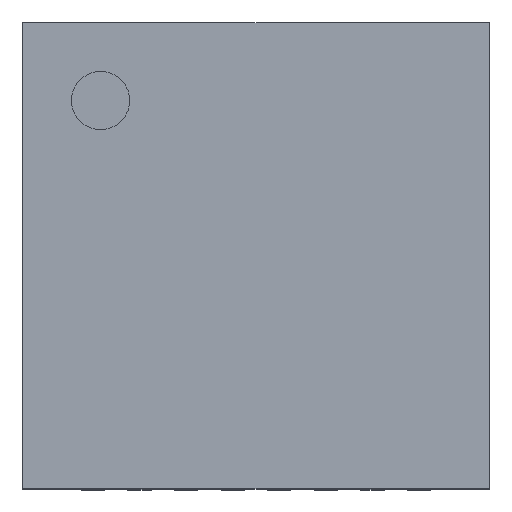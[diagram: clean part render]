
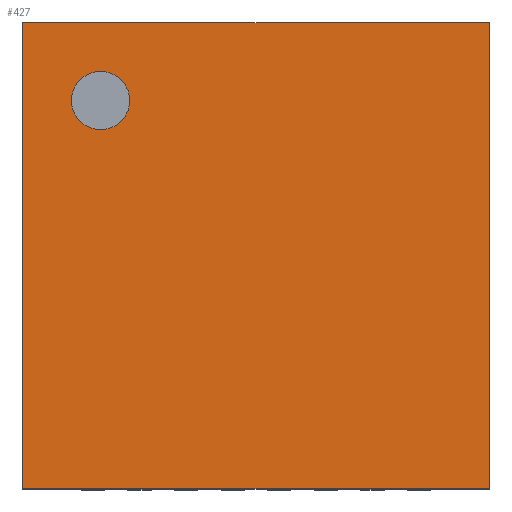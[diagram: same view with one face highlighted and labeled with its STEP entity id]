
A CAD part, top view. The second image highlights one B-rep face of the part: STEP entity #427.
In plain terms, the highlighted planar face has unit normal (0, 0, 1).
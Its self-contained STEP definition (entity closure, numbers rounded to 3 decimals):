
#238 = VERTEX_POINT('',#239);
#239 = CARTESIAN_POINT('',(0.,0.,0.75));
#246 = PLANE('',#247);
#247 = AXIS2_PLACEMENT_3D('',#248,#249,#250);
#248 = CARTESIAN_POINT('',(0.,0.,0.01));
#249 = DIRECTION('',(1.,0.,0.));
#250 = DIRECTION('',(0.,0.,1.));
#258 = PLANE('',#259);
#259 = AXIS2_PLACEMENT_3D('',#260,#261,#262);
#260 = CARTESIAN_POINT('',(0.,0.,0.01));
#261 = DIRECTION('',(0.,1.,0.));
#262 = DIRECTION('',(0.,0.,1.));
#299 = VERTEX_POINT('',#300);
#300 = CARTESIAN_POINT('',(0.,5.,0.75));
#314 = PLANE('',#315);
#315 = AXIS2_PLACEMENT_3D('',#316,#317,#318);
#316 = CARTESIAN_POINT('',(0.,5.,0.01));
#317 = DIRECTION('',(0.,1.,0.));
#318 = DIRECTION('',(0.,0.,1.));
#326 = EDGE_CURVE('',#238,#299,#327,.T.);
#327 = SURFACE_CURVE('',#328,(#332,#339),.PCURVE_S1.);
#328 = LINE('',#329,#330);
#329 = CARTESIAN_POINT('',(0.,0.,0.75));
#330 = VECTOR('',#331,1.);
#331 = DIRECTION('',(0.,1.,0.));
#332 = PCURVE('',#246,#333);
#333 = DEFINITIONAL_REPRESENTATION('',(#334),#338);
#334 = LINE('',#335,#336);
#335 = CARTESIAN_POINT('',(0.74,0.));
#336 = VECTOR('',#337,1.);
#337 = DIRECTION('',(0.,-1.));
#338 = ( GEOMETRIC_REPRESENTATION_CONTEXT(2) 
PARAMETRIC_REPRESENTATION_CONTEXT() REPRESENTATION_CONTEXT('2D SPACE',''
  ) );
#339 = PCURVE('',#340,#345);
#340 = PLANE('',#341);
#341 = AXIS2_PLACEMENT_3D('',#342,#343,#344);
#342 = CARTESIAN_POINT('',(0.,0.,0.75));
#343 = DIRECTION('',(0.,0.,1.));
#344 = DIRECTION('',(1.,0.,0.));
#345 = DEFINITIONAL_REPRESENTATION('',(#346),#350);
#346 = LINE('',#347,#348);
#347 = CARTESIAN_POINT('',(0.,0.));
#348 = VECTOR('',#349,1.);
#349 = DIRECTION('',(0.,1.));
#350 = ( GEOMETRIC_REPRESENTATION_CONTEXT(2) 
PARAMETRIC_REPRESENTATION_CONTEXT() REPRESENTATION_CONTEXT('2D SPACE',''
  ) );
#379 = EDGE_CURVE('',#238,#380,#382,.T.);
#380 = VERTEX_POINT('',#381);
#381 = CARTESIAN_POINT('',(5.,0.,0.75));
#382 = SURFACE_CURVE('',#383,(#387,#394),.PCURVE_S1.);
#383 = LINE('',#384,#385);
#384 = CARTESIAN_POINT('',(0.,0.,0.75));
#385 = VECTOR('',#386,1.);
#386 = DIRECTION('',(1.,0.,0.));
#387 = PCURVE('',#258,#388);
#388 = DEFINITIONAL_REPRESENTATION('',(#389),#393);
#389 = LINE('',#390,#391);
#390 = CARTESIAN_POINT('',(0.74,0.));
#391 = VECTOR('',#392,1.);
#392 = DIRECTION('',(0.,1.));
#393 = ( GEOMETRIC_REPRESENTATION_CONTEXT(2) 
PARAMETRIC_REPRESENTATION_CONTEXT() REPRESENTATION_CONTEXT('2D SPACE',''
  ) );
#394 = PCURVE('',#340,#395);
#395 = DEFINITIONAL_REPRESENTATION('',(#396),#400);
#396 = LINE('',#397,#398);
#397 = CARTESIAN_POINT('',(0.,0.));
#398 = VECTOR('',#399,1.);
#399 = DIRECTION('',(1.,0.));
#400 = ( GEOMETRIC_REPRESENTATION_CONTEXT(2) 
PARAMETRIC_REPRESENTATION_CONTEXT() REPRESENTATION_CONTEXT('2D SPACE',''
  ) );
#416 = PLANE('',#417);
#417 = AXIS2_PLACEMENT_3D('',#418,#419,#420);
#418 = CARTESIAN_POINT('',(5.,0.,0.01));
#419 = DIRECTION('',(1.,0.,0.));
#420 = DIRECTION('',(0.,0.,1.));
#427 = ADVANCED_FACE('',(#428,#476),#340,.T.);
#428 = FACE_BOUND('',#429,.T.);
#429 = EDGE_LOOP('',(#430,#431,#432,#455));
#430 = ORIENTED_EDGE('',*,*,#326,.F.);
#431 = ORIENTED_EDGE('',*,*,#379,.T.);
#432 = ORIENTED_EDGE('',*,*,#433,.T.);
#433 = EDGE_CURVE('',#380,#434,#436,.T.);
#434 = VERTEX_POINT('',#435);
#435 = CARTESIAN_POINT('',(5.,5.,0.75));
#436 = SURFACE_CURVE('',#437,(#441,#448),.PCURVE_S1.);
#437 = LINE('',#438,#439);
#438 = CARTESIAN_POINT('',(5.,0.,0.75));
#439 = VECTOR('',#440,1.);
#440 = DIRECTION('',(0.,1.,0.));
#441 = PCURVE('',#340,#442);
#442 = DEFINITIONAL_REPRESENTATION('',(#443),#447);
#443 = LINE('',#444,#445);
#444 = CARTESIAN_POINT('',(5.,0.));
#445 = VECTOR('',#446,1.);
#446 = DIRECTION('',(0.,1.));
#447 = ( GEOMETRIC_REPRESENTATION_CONTEXT(2) 
PARAMETRIC_REPRESENTATION_CONTEXT() REPRESENTATION_CONTEXT('2D SPACE',''
  ) );
#448 = PCURVE('',#416,#449);
#449 = DEFINITIONAL_REPRESENTATION('',(#450),#454);
#450 = LINE('',#451,#452);
#451 = CARTESIAN_POINT('',(0.74,0.));
#452 = VECTOR('',#453,1.);
#453 = DIRECTION('',(0.,-1.));
#454 = ( GEOMETRIC_REPRESENTATION_CONTEXT(2) 
PARAMETRIC_REPRESENTATION_CONTEXT() REPRESENTATION_CONTEXT('2D SPACE',''
  ) );
#455 = ORIENTED_EDGE('',*,*,#456,.F.);
#456 = EDGE_CURVE('',#299,#434,#457,.T.);
#457 = SURFACE_CURVE('',#458,(#462,#469),.PCURVE_S1.);
#458 = LINE('',#459,#460);
#459 = CARTESIAN_POINT('',(0.,5.,0.75));
#460 = VECTOR('',#461,1.);
#461 = DIRECTION('',(1.,0.,0.));
#462 = PCURVE('',#340,#463);
#463 = DEFINITIONAL_REPRESENTATION('',(#464),#468);
#464 = LINE('',#465,#466);
#465 = CARTESIAN_POINT('',(0.,5.));
#466 = VECTOR('',#467,1.);
#467 = DIRECTION('',(1.,0.));
#468 = ( GEOMETRIC_REPRESENTATION_CONTEXT(2) 
PARAMETRIC_REPRESENTATION_CONTEXT() REPRESENTATION_CONTEXT('2D SPACE',''
  ) );
#469 = PCURVE('',#314,#470);
#470 = DEFINITIONAL_REPRESENTATION('',(#471),#475);
#471 = LINE('',#472,#473);
#472 = CARTESIAN_POINT('',(0.74,0.));
#473 = VECTOR('',#474,1.);
#474 = DIRECTION('',(0.,1.));
#475 = ( GEOMETRIC_REPRESENTATION_CONTEXT(2) 
PARAMETRIC_REPRESENTATION_CONTEXT() REPRESENTATION_CONTEXT('2D SPACE',''
  ) );
#476 = FACE_BOUND('',#477,.T.);
#477 = EDGE_LOOP('',(#478));
#478 = ORIENTED_EDGE('',*,*,#479,.F.);
#479 = EDGE_CURVE('',#480,#480,#482,.T.);
#480 = VERTEX_POINT('',#481);
#481 = CARTESIAN_POINT('',(1.146,4.167,0.75));
#482 = SURFACE_CURVE('',#483,(#488,#495),.PCURVE_S1.);
#483 = CIRCLE('',#484,0.313);
#484 = AXIS2_PLACEMENT_3D('',#485,#486,#487);
#485 = CARTESIAN_POINT('',(0.833,4.167,0.75));
#486 = DIRECTION('',(0.,0.,1.));
#487 = DIRECTION('',(1.,0.,0.));
#488 = PCURVE('',#340,#489);
#489 = DEFINITIONAL_REPRESENTATION('',(#490),#494);
#490 = CIRCLE('',#491,0.313);
#491 = AXIS2_PLACEMENT_2D('',#492,#493);
#492 = CARTESIAN_POINT('',(0.833,4.167));
#493 = DIRECTION('',(1.,0.));
#494 = ( GEOMETRIC_REPRESENTATION_CONTEXT(2) 
PARAMETRIC_REPRESENTATION_CONTEXT() REPRESENTATION_CONTEXT('2D SPACE',''
  ) );
#495 = PCURVE('',#496,#501);
#496 = CYLINDRICAL_SURFACE('',#497,0.313);
#497 = AXIS2_PLACEMENT_3D('',#498,#499,#500);
#498 = CARTESIAN_POINT('',(0.833,4.167,0.65));
#499 = DIRECTION('',(0.,0.,1.));
#500 = DIRECTION('',(1.,0.,0.));
#501 = DEFINITIONAL_REPRESENTATION('',(#502),#506);
#502 = LINE('',#503,#504);
#503 = CARTESIAN_POINT('',(0.,0.1));
#504 = VECTOR('',#505,1.);
#505 = DIRECTION('',(1.,0.));
#506 = ( GEOMETRIC_REPRESENTATION_CONTEXT(2) 
PARAMETRIC_REPRESENTATION_CONTEXT() REPRESENTATION_CONTEXT('2D SPACE',''
  ) );
